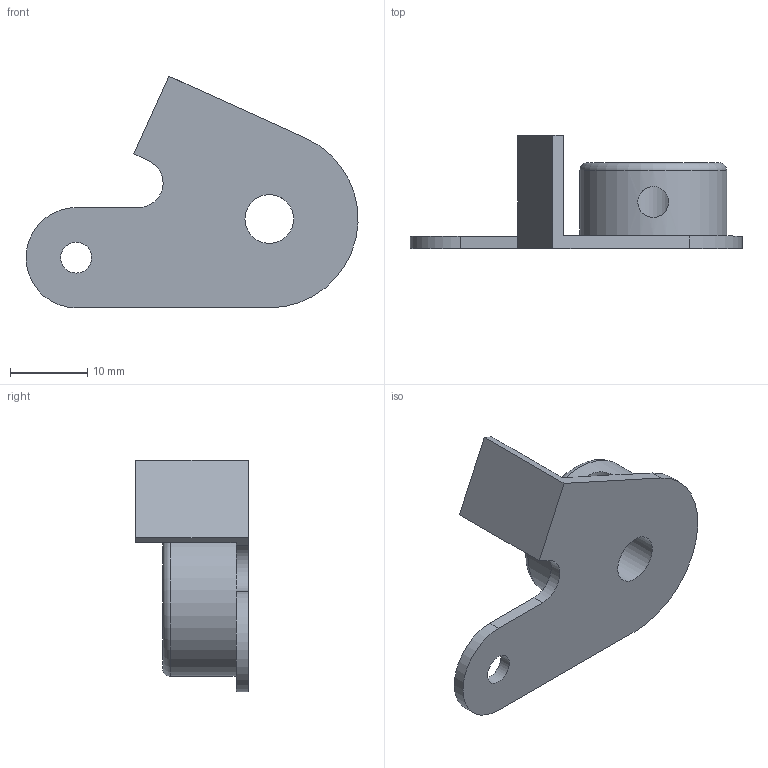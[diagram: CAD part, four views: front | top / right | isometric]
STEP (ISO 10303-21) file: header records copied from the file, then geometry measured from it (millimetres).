
FILE_DESCRIPTION(('HOOPS Exchange Step'),'2;1');
FILE_NAME('4ecb8238be25451ac23470c42e07484220220123-1-1g0yf9l.SLDPRT.step','2022-01-23T18:16:28+00:00',('root'),('Unknown organisation'),'HOOPS Exchange 2021.0','HOOPS Exchange','Unknown authorisation');
FILE_SCHEMA( ('AUTOMOTIVE_DESIGN { 1 0 10303 214 1 1 1 1 }') );
Length unit declared in the file: millimetre
Products named in the file (2): Défaut; 4ecb8238be25451ac23470c42e07484220220123-1-1g0yf9l
Assembly tree (1 placements, depth 2):
  4ecb8238be25451ac23470c42e07484220220123-1-1g0yf9l
    Défaut
Bounding box: 42.99 x 14.6 x 30 mm (x, y, z)
Volume: 3757.1 mm3; surface area: 2913 mm2
Topology: 1 solids, 1 shells, 18 faces, 50 edges, 35 vertices
Faces by surface type: plane 10, cylinder 7, torus 1
Full cylindrical faces by diameter (mm): 4 x2, 6.3 x1, 19 x1
Entity records: 826 total; most frequent: CARTESIAN_POINT 283, DIRECTION 110, ORIENTED_EDGE 100, EDGE_CURVE 50, AXIS2_PLACEMENT_3D 41, VERTEX_POINT 35, VECTOR 28, LINE 28
